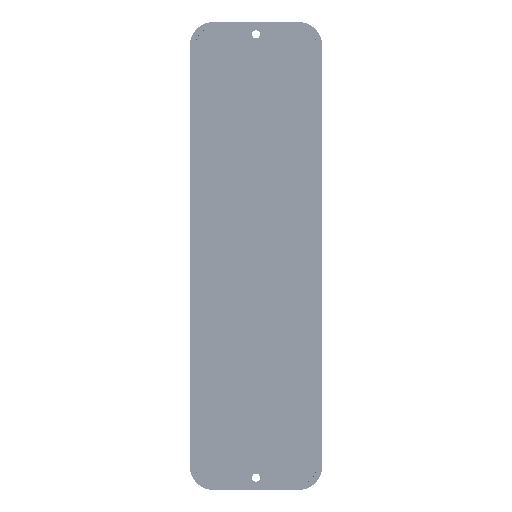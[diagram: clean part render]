
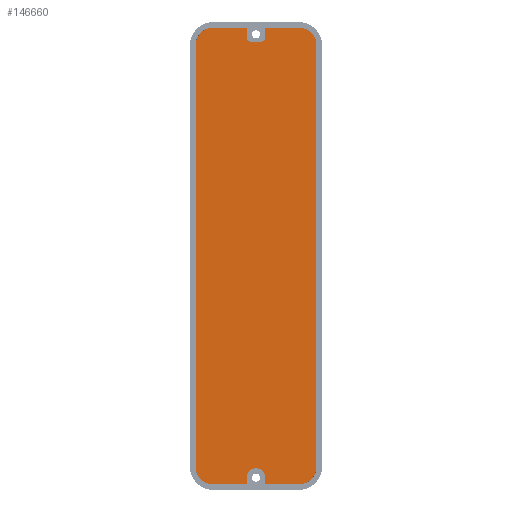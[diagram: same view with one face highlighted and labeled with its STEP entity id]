
A CAD part, front view. The second image highlights one B-rep face of the part: STEP entity #146660.
In plain terms, the highlighted planar face has unit normal (0, -1, 0).
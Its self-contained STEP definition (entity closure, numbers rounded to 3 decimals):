
#65131=DIRECTION('',(-1.,0.,0.));
#65132=VECTOR('',#65131,18.75);
#65133=CARTESIAN_POINT('',(24.,0.9,28.821));
#65134=LINE('',#65133,#65132);
#65139=DIRECTION('',(0.,0.,1.));
#65140=VECTOR('',#65139,236.);
#65141=CARTESIAN_POINT('',(33.821,0.9,-217.));
#65142=LINE('',#65141,#65140);
#65147=CARTESIAN_POINT('',(24.,0.9,19.));
#65148=DIRECTION('',(0.,1.,0.));
#65149=DIRECTION('',(0.,0.,1.));
#65150=AXIS2_PLACEMENT_3D('',#65147,#65148,#65149);
#65156=CARTESIAN_POINT('',(24.,0.9,-217.));
#65157=DIRECTION('',(0.,1.,0.));
#65158=DIRECTION('',(1.,0.,0.));
#65159=AXIS2_PLACEMENT_3D('',#65156,#65157,#65158);
#65165=DIRECTION('',(1.,0.,0.));
#65166=VECTOR('',#65165,18.75);
#65167=CARTESIAN_POINT('',(5.25,0.9,-226.821));
#65168=LINE('',#65167,#65166);
#65177=DIRECTION('',(0.,0.,-1.));
#65178=VECTOR('',#65177,3.821);
#65179=CARTESIAN_POINT('',(5.25,0.9,-223.));
#65180=LINE('',#65179,#65178);
#65185=CARTESIAN_POINT('',(0.,0.9,-223.));
#65186=DIRECTION('',(0.,1.,0.));
#65187=DIRECTION('',(-1.,0.,0.));
#65188=AXIS2_PLACEMENT_3D('',#65185,#65186,#65187);
#65194=DIRECTION('',(0.,0.,1.));
#65195=VECTOR('',#65194,3.821);
#65196=CARTESIAN_POINT('',(-5.25,0.9,-226.821));
#65197=LINE('',#65196,#65195);
#65198=DIRECTION('',(1.,0.,0.));
#65199=VECTOR('',#65198,18.75);
#65200=CARTESIAN_POINT('',(-24.,0.9,-226.821));
#65201=LINE('',#65200,#65199);
#65206=CARTESIAN_POINT('',(-24.,0.9,-217.));
#65207=DIRECTION('',(0.,1.,0.));
#65208=DIRECTION('',(0.,0.,-1.));
#65209=AXIS2_PLACEMENT_3D('',#65206,#65207,#65208);
#65215=DIRECTION('',(0.,0.,-1.));
#65216=VECTOR('',#65215,236.);
#65217=CARTESIAN_POINT('',(-33.821,0.9,19.));
#65218=LINE('',#65217,#65216);
#65223=CARTESIAN_POINT('',(-24.,0.9,19.));
#65224=DIRECTION('',(0.,1.,0.));
#65225=DIRECTION('',(-1.,0.,0.));
#65226=AXIS2_PLACEMENT_3D('',#65223,#65224,#65225);
#65232=DIRECTION('',(-1.,0.,0.));
#65233=VECTOR('',#65232,18.75);
#65234=CARTESIAN_POINT('',(-5.25,0.9,28.821));
#65235=LINE('',#65234,#65233);
#65244=DIRECTION('',(0.,0.,1.));
#65245=VECTOR('',#65244,5.071);
#65246=CARTESIAN_POINT('',(-5.25,0.9,23.75));
#65247=LINE('',#65246,#65245);
#65252=CARTESIAN_POINT('',(-2.25,0.9,23.75));
#65253=DIRECTION('',(0.,1.,0.));
#65254=DIRECTION('',(0.,0.,-1.));
#65255=AXIS2_PLACEMENT_3D('',#65252,#65253,#65254);
#65261=DIRECTION('',(-1.,0.,0.));
#65262=VECTOR('',#65261,4.5);
#65263=CARTESIAN_POINT('',(2.25,0.9,20.75));
#65264=LINE('',#65263,#65262);
#65269=CARTESIAN_POINT('',(2.25,0.9,23.75));
#65270=DIRECTION('',(0.,1.,0.));
#65271=DIRECTION('',(1.,0.,0.));
#65272=AXIS2_PLACEMENT_3D('',#65269,#65270,#65271);
#65278=DIRECTION('',(0.,0.,1.));
#65279=VECTOR('',#65278,5.071);
#65280=CARTESIAN_POINT('',(5.25,0.9,23.75));
#65281=LINE('',#65280,#65279);
#73738=CARTESIAN_POINT('',(33.821,0.9,-217.));
#73739=CARTESIAN_POINT('',(33.821,0.9,19.));
#73740=VERTEX_POINT('',#73738);
#73741=VERTEX_POINT('',#73739);
#73742=CARTESIAN_POINT('',(24.,0.9,-226.821));
#73743=VERTEX_POINT('',#73742);
#73744=CARTESIAN_POINT('',(24.,0.9,28.821));
#73745=VERTEX_POINT('',#73744);
#73746=CARTESIAN_POINT('',(-24.,0.9,-226.821));
#73747=CARTESIAN_POINT('',(-5.25,0.9,-226.821));
#73748=VERTEX_POINT('',#73746);
#73749=VERTEX_POINT('',#73747);
#73750=CARTESIAN_POINT('',(5.25,0.9,-226.821));
#73751=VERTEX_POINT('',#73750);
#73752=CARTESIAN_POINT('',(5.25,0.9,28.821));
#73753=VERTEX_POINT('',#73752);
#73754=CARTESIAN_POINT('',(-5.25,0.9,28.821));
#73755=CARTESIAN_POINT('',(-24.,0.9,28.821));
#73756=VERTEX_POINT('',#73754);
#73757=VERTEX_POINT('',#73755);
#73758=CARTESIAN_POINT('',(-33.821,0.9,-217.));
#73759=VERTEX_POINT('',#73758);
#73760=CARTESIAN_POINT('',(-33.821,0.9,19.));
#73761=VERTEX_POINT('',#73760);
#73762=CARTESIAN_POINT('',(5.25,0.9,23.75));
#73763=VERTEX_POINT('',#73762);
#73764=CARTESIAN_POINT('',(2.25,0.9,20.75));
#73765=VERTEX_POINT('',#73764);
#73766=CARTESIAN_POINT('',(-2.25,0.9,20.75));
#73767=VERTEX_POINT('',#73766);
#73768=CARTESIAN_POINT('',(-5.25,0.9,23.75));
#73769=VERTEX_POINT('',#73768);
#73770=CARTESIAN_POINT('',(-5.25,0.9,-223.));
#73771=VERTEX_POINT('',#73770);
#73772=CARTESIAN_POINT('',(5.25,0.9,-223.));
#73773=VERTEX_POINT('',#73772);
#146618=CARTESIAN_POINT('',(0.,0.9,-99.05));
#146619=DIRECTION('',(0.,-1.,0.));
#146620=DIRECTION('',(0.,0.,-1.));
#146621=AXIS2_PLACEMENT_3D('',#146618,#146619,#146620);
#146622=PLANE('',#146621);
#146624=ORIENTED_EDGE('',*,*,#146623,.F.);
#146626=ORIENTED_EDGE('',*,*,#146625,.T.);
#146628=ORIENTED_EDGE('',*,*,#146627,.F.);
#146630=ORIENTED_EDGE('',*,*,#146629,.F.);
#146632=ORIENTED_EDGE('',*,*,#146631,.F.);
#146634=ORIENTED_EDGE('',*,*,#146633,.F.);
#146636=ORIENTED_EDGE('',*,*,#146635,.F.);
#146638=ORIENTED_EDGE('',*,*,#146637,.T.);
#146640=ORIENTED_EDGE('',*,*,#146639,.F.);
#146642=ORIENTED_EDGE('',*,*,#146641,.T.);
#146644=ORIENTED_EDGE('',*,*,#146643,.F.);
#146646=ORIENTED_EDGE('',*,*,#146645,.F.);
#146648=ORIENTED_EDGE('',*,*,#146647,.F.);
#146650=ORIENTED_EDGE('',*,*,#146649,.F.);
#146652=ORIENTED_EDGE('',*,*,#146651,.F.);
#146654=ORIENTED_EDGE('',*,*,#146653,.T.);
#146655=ORIENTED_EDGE('',*,*,#146608,.F.);
#146657=ORIENTED_EDGE('',*,*,#146656,.T.);
#146658=EDGE_LOOP('',(#146624,#146626,#146628,#146630,#146632,#146634,#146636,
#146638,#146640,#146642,#146644,#146646,#146648,#146650,#146652,#146654,#146655,
#146657));
#146659=FACE_OUTER_BOUND('',#146658,.F.);
#146660=ADVANCED_FACE('',(#146659),#146622,.T.);
#65151=CIRCLE('',#65150,9.821);
#65160=CIRCLE('',#65159,9.821);
#65189=CIRCLE('',#65188,5.25);
#65210=CIRCLE('',#65209,9.821);
#65227=CIRCLE('',#65226,9.821);
#65256=CIRCLE('',#65255,3.);
#65273=CIRCLE('',#65272,3.);
#146608=EDGE_CURVE('',#73745,#73753,#65134,.T.);
#146623=EDGE_CURVE('',#73740,#73741,#65142,.T.);
#146625=EDGE_CURVE('',#73740,#73743,#65160,.T.);
#146627=EDGE_CURVE('',#73751,#73743,#65168,.T.);
#146629=EDGE_CURVE('',#73773,#73751,#65180,.T.);
#146631=EDGE_CURVE('',#73771,#73773,#65189,.T.);
#146633=EDGE_CURVE('',#73749,#73771,#65197,.T.);
#146635=EDGE_CURVE('',#73748,#73749,#65201,.T.);
#146637=EDGE_CURVE('',#73748,#73759,#65210,.T.);
#146639=EDGE_CURVE('',#73761,#73759,#65218,.T.);
#146641=EDGE_CURVE('',#73761,#73757,#65227,.T.);
#146643=EDGE_CURVE('',#73756,#73757,#65235,.T.);
#146645=EDGE_CURVE('',#73769,#73756,#65247,.T.);
#146647=EDGE_CURVE('',#73767,#73769,#65256,.T.);
#146649=EDGE_CURVE('',#73765,#73767,#65264,.T.);
#146651=EDGE_CURVE('',#73763,#73765,#65273,.T.);
#146653=EDGE_CURVE('',#73763,#73753,#65281,.T.);
#146656=EDGE_CURVE('',#73745,#73741,#65151,.T.);
